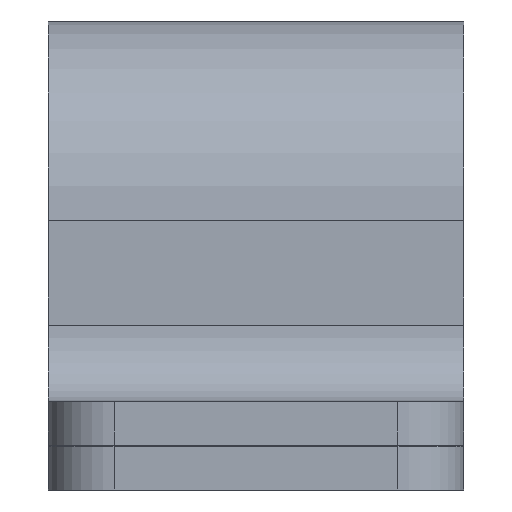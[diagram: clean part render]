
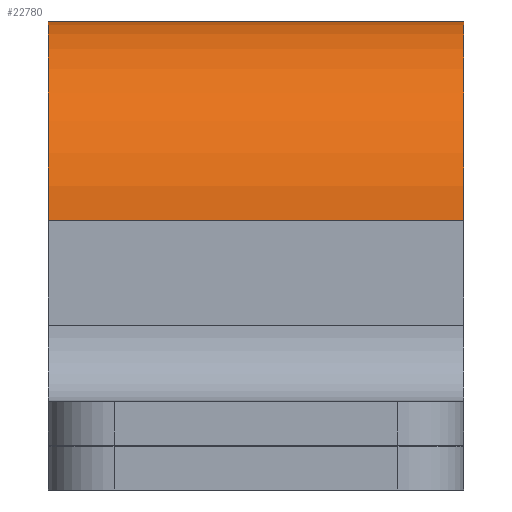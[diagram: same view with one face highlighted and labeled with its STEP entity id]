
A CAD part, left-side view. The second image highlights one B-rep face of the part: STEP entity #22780.
In plain terms, the highlighted cylindrical face has radius 18.2 mm (diameter 36.4 mm), a partial arc.
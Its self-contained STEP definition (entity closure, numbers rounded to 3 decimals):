
#43 = ORIENTED_EDGE ( 'NONE', *, *, #15530, .F. ) ;
#214 = CIRCLE ( 'NONE', #26042, 18.2 ) ;
#474 = DIRECTION ( 'NONE',  ( 0., -1., 0. ) ) ;
#1115 = DIRECTION ( 'NONE',  ( 0., 1., 0. ) ) ;
#1214 = CARTESIAN_POINT ( 'NONE',  ( -18.2, -19., 0. ) ) ;
#2096 = FACE_OUTER_BOUND ( 'NONE', #23702, .T. ) ;
#2335 = ORIENTED_EDGE ( 'NONE', *, *, #15885, .F. ) ;
#3189 = AXIS2_PLACEMENT_3D ( 'NONE', #11633, #15355, #7365 ) ;
#3390 = DIRECTION ( 'NONE',  ( 0., 0., -1. ) ) ;
#4259 = ORIENTED_EDGE ( 'NONE', *, *, #13285, .T. ) ;
#5274 = CARTESIAN_POINT ( 'NONE',  ( 0., -19., 0. ) ) ;
#5585 = VERTEX_POINT ( 'NONE', #19662 ) ;
#5785 = EDGE_CURVE ( 'NONE', #15371, #24336, #214, .T. ) ;
#6251 = CARTESIAN_POINT ( 'NONE',  ( 18.2, 19., 0. ) ) ;
#7233 = CARTESIAN_POINT ( 'NONE',  ( 18.2, 19., 0. ) ) ;
#7365 = DIRECTION ( 'NONE',  ( 1., 0., 0. ) ) ;
#8574 = LINE ( 'NONE', #22694, #9863 ) ;
#8876 = AXIS2_PLACEMENT_3D ( 'NONE', #11580, #21893, #3390 ) ;
#9863 = VECTOR ( 'NONE', #474, 1000. ) ;
#11580 = CARTESIAN_POINT ( 'NONE',  ( 0., 19., 0. ) ) ;
#11633 = CARTESIAN_POINT ( 'NONE',  ( 0., 19., 0. ) ) ;
#12924 = CARTESIAN_POINT ( 'NONE',  ( 18.2, -19., 0. ) ) ;
#13013 = CIRCLE ( 'NONE', #3189, 18.2 ) ;
#13285 = EDGE_CURVE ( 'NONE', #5585, #15371, #8574, .T. ) ;
#15355 = DIRECTION ( 'NONE',  ( 0., 1., 0. ) ) ;
#15371 = VERTEX_POINT ( 'NONE', #1214 ) ;
#15530 = EDGE_CURVE ( 'NONE', #5585, #22504, #13013, .T. ) ;
#15885 = EDGE_CURVE ( 'NONE', #22504, #24336, #25405, .T. ) ;
#17291 = DIRECTION ( 'NONE',  ( 1., 0., 0. ) ) ;
#19662 = CARTESIAN_POINT ( 'NONE',  ( -18.2, 19., 0. ) ) ;
#20800 = ORIENTED_EDGE ( 'NONE', *, *, #5785, .T. ) ;
#21893 = DIRECTION ( 'NONE',  ( 0., -1., 0. ) ) ;
#22504 = VERTEX_POINT ( 'NONE', #6251 ) ;
#22694 = CARTESIAN_POINT ( 'NONE',  ( -18.2, 19., 0. ) ) ;
#22780 = ADVANCED_FACE ( 'NONE', ( #2096 ), #24862, .T. ) ;
#23702 = EDGE_LOOP ( 'NONE', ( #20800, #2335, #43, #4259 ) ) ;
#24336 = VERTEX_POINT ( 'NONE', #12924 ) ;
#24471 = VECTOR ( 'NONE', #25561, 1000. ) ;
#24862 = CYLINDRICAL_SURFACE ( 'NONE', #8876, 18.2 ) ;
#25405 = LINE ( 'NONE', #7233, #24471 ) ;
#25561 = DIRECTION ( 'NONE',  ( 0., -1., 0. ) ) ;
#26042 = AXIS2_PLACEMENT_3D ( 'NONE', #5274, #1115, #17291 ) ;
